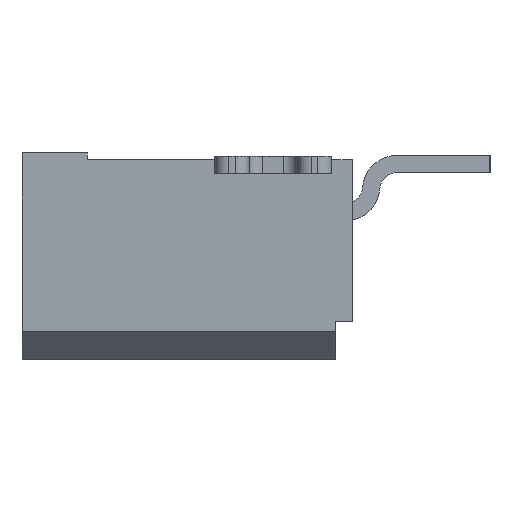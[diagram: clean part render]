
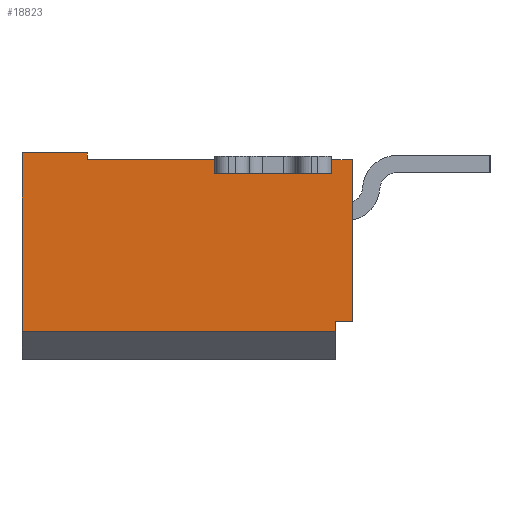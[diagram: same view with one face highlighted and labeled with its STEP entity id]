
A CAD part, left-side view. The second image highlights one B-rep face of the part: STEP entity #18823.
In plain terms, the highlighted planar face has unit normal (-1, 0, 0).
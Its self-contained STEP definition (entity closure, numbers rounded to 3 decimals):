
#823 = CARTESIAN_POINT ( 'NONE',  ( -16.9, -4.5, -0.3 ) ) ;
#1129 = VERTEX_POINT ( 'NONE', #19925 ) ;
#2221 = DIRECTION ( 'NONE',  ( 0., -1., 0. ) ) ;
#2352 = CARTESIAN_POINT ( 'NONE',  ( -16.9, 0., 0. ) ) ;
#2355 = VECTOR ( 'NONE', #38229, 1000. ) ;
#2461 = CARTESIAN_POINT ( 'NONE',  ( -16.9, -0.95, 0. ) ) ;
#2840 = CARTESIAN_POINT ( 'NONE',  ( -16.9, -0.95, -0.1 ) ) ;
#2907 = AXIS2_PLACEMENT_3D ( 'NONE', #20331, #11447, #30232 ) ;
#2985 = LINE ( 'NONE', #12517, #27546 ) ;
#4323 = VECTOR ( 'NONE', #34774, 1000. ) ;
#4681 = ORIENTED_EDGE ( 'NONE', *, *, #11469, .F. ) ;
#6221 = ORIENTED_EDGE ( 'NONE', *, *, #19061, .T. ) ;
#6292 = EDGE_LOOP ( 'NONE', ( #7216, #6805, #22303, #22503, #39462, #6221, #4681, #21972, #22725, #16101, #16350, #12380 ) ) ;
#6396 = VERTEX_POINT ( 'NONE', #2461 ) ;
#6805 = ORIENTED_EDGE ( 'NONE', *, *, #28917, .T. ) ;
#7049 = LINE ( 'NONE', #823, #27808 ) ;
#7112 = EDGE_CURVE ( 'NONE', #29676, #8776, #7049, .T. ) ;
#7216 = ORIENTED_EDGE ( 'NONE', *, *, #20325, .T. ) ;
#7318 = EDGE_CURVE ( 'NONE', #29676, #26565, #33234, .T. ) ;
#7662 = CARTESIAN_POINT ( 'NONE',  ( -16.9, -4.5, -0.3 ) ) ;
#8514 = EDGE_CURVE ( 'NONE', #30531, #26565, #12063, .T. ) ;
#8714 = VERTEX_POINT ( 'NONE', #38407 ) ;
#8776 = VERTEX_POINT ( 'NONE', #20484 ) ;
#9411 = LINE ( 'NONE', #22214, #4323 ) ;
#9757 = DIRECTION ( 'NONE',  ( 0., 1., 0. ) ) ;
#11289 = DIRECTION ( 'NONE',  ( 0., 0., -1. ) ) ;
#11447 = DIRECTION ( 'NONE',  ( 1., 0., 0. ) ) ;
#11469 = EDGE_CURVE ( 'NONE', #30531, #38024, #35347, .T. ) ;
#11607 = CARTESIAN_POINT ( 'NONE',  ( -16.9, -4.5, -0.3 ) ) ;
#11692 = VECTOR ( 'NONE', #15463, 1000. ) ;
#12063 = LINE ( 'NONE', #40506, #20651 ) ;
#12380 = ORIENTED_EDGE ( 'NONE', *, *, #16208, .F. ) ;
#12517 = CARTESIAN_POINT ( 'NONE',  ( -16.9, -0.95, -0.1 ) ) ;
#13340 = CARTESIAN_POINT ( 'NONE',  ( -16.9, -4.8, -2.45 ) ) ;
#13924 = FACE_OUTER_BOUND ( 'NONE', #6292, .T. ) ;
#15080 = VECTOR ( 'NONE', #11289, 1000. ) ;
#15463 = DIRECTION ( 'NONE',  ( 0., 0., 1. ) ) ;
#15470 = LINE ( 'NONE', #16077, #33468 ) ;
#16077 = CARTESIAN_POINT ( 'NONE',  ( -16.9, 0., -2.6 ) ) ;
#16101 = ORIENTED_EDGE ( 'NONE', *, *, #7112, .T. ) ;
#16208 = EDGE_CURVE ( 'NONE', #1129, #22311, #2985, .T. ) ;
#16350 = ORIENTED_EDGE ( 'NONE', *, *, #28605, .T. ) ;
#17649 = PLANE ( 'NONE',  #2907 ) ;
#17895 = CARTESIAN_POINT ( 'NONE',  ( -16.9, -4.55, -2.45 ) ) ;
#18380 = EDGE_CURVE ( 'NONE', #21232, #8714, #33758, .T. ) ;
#18562 = LINE ( 'NONE', #2840, #11692 ) ;
#18823 = ADVANCED_FACE ( 'NONE', ( #13924 ), #17649, .F. ) ;
#19061 = EDGE_CURVE ( 'NONE', #21232, #38024, #19570, .T. ) ;
#19067 = DIRECTION ( 'NONE',  ( 0., 1., 0. ) ) ;
#19570 = LINE ( 'NONE', #38304, #32049 ) ;
#19687 = CARTESIAN_POINT ( 'NONE',  ( -16.9, -4.8, -0.1 ) ) ;
#19925 = CARTESIAN_POINT ( 'NONE',  ( -16.9, -0.95, -0.1 ) ) ;
#20325 = EDGE_CURVE ( 'NONE', #1129, #6396, #18562, .T. ) ;
#20331 = CARTESIAN_POINT ( 'NONE',  ( -16.9, -2.4, -1.3 ) ) ;
#20484 = CARTESIAN_POINT ( 'NONE',  ( -16.9, -2.8, -0.3 ) ) ;
#20651 = VECTOR ( 'NONE', #19067, 1000. ) ;
#21232 = VERTEX_POINT ( 'NONE', #39855 ) ;
#21254 = EDGE_CURVE ( 'NONE', #39835, #36147, #15470, .T. ) ;
#21271 = VECTOR ( 'NONE', #39215, 1000. ) ;
#21746 = CARTESIAN_POINT ( 'NONE',  ( -16.9, -4.5, -0.1 ) ) ;
#21972 = ORIENTED_EDGE ( 'NONE', *, *, #8514, .T. ) ;
#22214 = CARTESIAN_POINT ( 'NONE',  ( -16.9, -0.95, 0. ) ) ;
#22303 = ORIENTED_EDGE ( 'NONE', *, *, #21254, .F. ) ;
#22311 = VERTEX_POINT ( 'NONE', #23790 ) ;
#22503 = ORIENTED_EDGE ( 'NONE', *, *, #25546, .T. ) ;
#22661 = DIRECTION ( 'NONE',  ( 0., -1., 0. ) ) ;
#22725 = ORIENTED_EDGE ( 'NONE', *, *, #7318, .F. ) ;
#23790 = CARTESIAN_POINT ( 'NONE',  ( -16.9, -2.8, -0.1 ) ) ;
#24134 = LINE ( 'NONE', #30524, #40364 ) ;
#25338 = CARTESIAN_POINT ( 'NONE',  ( -16.9, -2.8, -0.3 ) ) ;
#25546 = EDGE_CURVE ( 'NONE', #39835, #8714, #24134, .T. ) ;
#26565 = VERTEX_POINT ( 'NONE', #21746 ) ;
#27012 = CARTESIAN_POINT ( 'NONE',  ( -16.9, -4.8, -0.1 ) ) ;
#27546 = VECTOR ( 'NONE', #33745, 1000. ) ;
#27808 = VECTOR ( 'NONE', #9757, 1000. ) ;
#28246 = LINE ( 'NONE', #25338, #30695 ) ;
#28605 = EDGE_CURVE ( 'NONE', #8776, #22311, #28246, .T. ) ;
#28917 = EDGE_CURVE ( 'NONE', #6396, #36147, #9411, .T. ) ;
#29676 = VERTEX_POINT ( 'NONE', #11607 ) ;
#30232 = DIRECTION ( 'NONE',  ( 0., 1., 0. ) ) ;
#30524 = CARTESIAN_POINT ( 'NONE',  ( -16.9, 0., -2.6 ) ) ;
#30531 = VERTEX_POINT ( 'NONE', #27012 ) ;
#30695 = VECTOR ( 'NONE', #40811, 1000. ) ;
#31557 = DIRECTION ( 'NONE',  ( 0., 0., 1. ) ) ;
#32049 = VECTOR ( 'NONE', #22661, 1000. ) ;
#32589 = CARTESIAN_POINT ( 'NONE',  ( -16.9, 0., -2.6 ) ) ;
#33234 = LINE ( 'NONE', #7662, #21271 ) ;
#33468 = VECTOR ( 'NONE', #31557, 1000. ) ;
#33745 = DIRECTION ( 'NONE',  ( 0., -1., 0. ) ) ;
#33758 = LINE ( 'NONE', #17895, #15080 ) ;
#34774 = DIRECTION ( 'NONE',  ( 0., 1., 0. ) ) ;
#35347 = LINE ( 'NONE', #19687, #2355 ) ;
#36147 = VERTEX_POINT ( 'NONE', #2352 ) ;
#38024 = VERTEX_POINT ( 'NONE', #13340 ) ;
#38229 = DIRECTION ( 'NONE',  ( 0., 0., -1. ) ) ;
#38304 = CARTESIAN_POINT ( 'NONE',  ( -16.9, -4.55, -2.45 ) ) ;
#38407 = CARTESIAN_POINT ( 'NONE',  ( -16.9, -4.55, -2.6 ) ) ;
#39215 = DIRECTION ( 'NONE',  ( 0., 0., 1. ) ) ;
#39462 = ORIENTED_EDGE ( 'NONE', *, *, #18380, .F. ) ;
#39835 = VERTEX_POINT ( 'NONE', #32589 ) ;
#39855 = CARTESIAN_POINT ( 'NONE',  ( -16.9, -4.55, -2.45 ) ) ;
#40364 = VECTOR ( 'NONE', #2221, 1000. ) ;
#40506 = CARTESIAN_POINT ( 'NONE',  ( -16.9, -4.8, -0.1 ) ) ;
#40811 = DIRECTION ( 'NONE',  ( 0., 0., 1. ) ) ;
